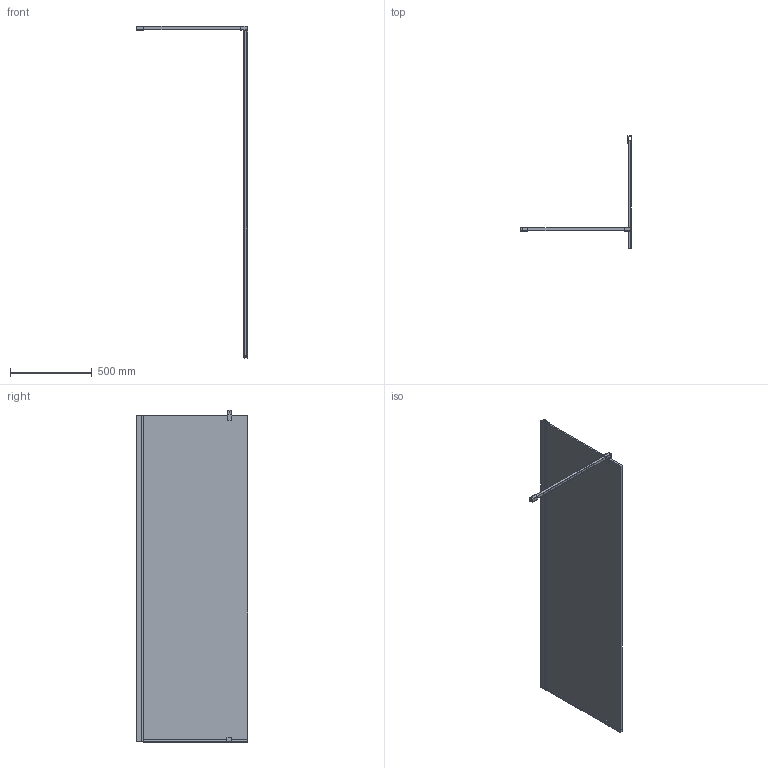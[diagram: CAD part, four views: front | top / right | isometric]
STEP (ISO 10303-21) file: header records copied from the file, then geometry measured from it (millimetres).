
FILE_DESCRIPTION((''),'2;1');
FILE_NAME('NF6310_ASM','2019-06-10T',('jsb'),(''),'PRO/ENGINEER BY PARAMETRIC TECHNOLOGY CORPORATION, 2014000','PRO/ENGINEER BY PARAMETRIC TECHNOLOGY CORPORATION, 2014000','');
FILE_SCHEMA(('CONFIG_CONTROL_DESIGN'));
Length unit declared in the file: millimetre
Products named in the file (11): GUBO; 10565; 10177; 5010146; 5020088; 5020086; 5020089; 11035; LAGAN_ASM; H-10; NF6310_ASM
Assembly tree (10 placements, depth 3):
  NF6310_ASM
    GUBO
    10565
    10177
    5010146
    LAGAN_ASM
      5020088
      5020086
      5020089
      11035
    H-10
Bounding box: 685.09 x 685.01 x 2034.31 mm (x, y, z)
Volume: 13779548.6 mm3; surface area: 3877724.2 mm2
Topology: 9 solids, 9 shells, 276 faces, 770 edges, 514 vertices
Faces by surface type: plane 202, cylinder 66, cone 4, sphere 2, torus 2
Entity records: 9165 total; most frequent: CARTESIAN_POINT 1744, ORIENTED_EDGE 1536, DIRECTION 1462, EDGE_CURVE 768, VECTOR 608, LINE 608, VERTEX_POINT 514, AXIS2_PLACEMENT_3D 427
